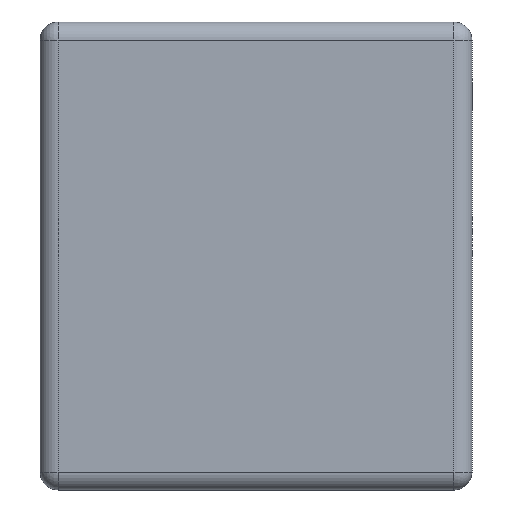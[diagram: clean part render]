
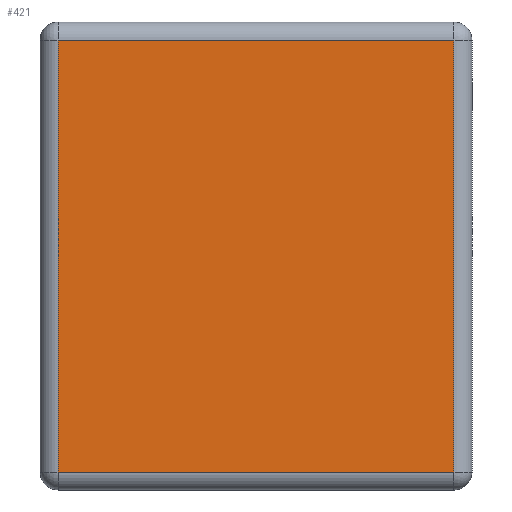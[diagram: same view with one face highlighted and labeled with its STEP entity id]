
A CAD part, left-side view. The second image highlights one B-rep face of the part: STEP entity #421.
In plain terms, the highlighted planar face has unit normal (-1, 0, 0).
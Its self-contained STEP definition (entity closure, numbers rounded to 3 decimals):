
#13 = EDGE_CURVE ( 'NONE', #495, #39, #338, .T. ) ;
#19 = EDGE_LOOP ( 'NONE', ( #740, #250, #317, #63 ) ) ;
#33 = PLANE ( 'NONE',  #163 ) ;
#39 = VERTEX_POINT ( 'NONE', #346 ) ;
#63 = ORIENTED_EDGE ( 'NONE', *, *, #380, .T. ) ;
#90 = LINE ( 'NONE', #782, #473 ) ;
#150 = LINE ( 'NONE', #831, #642 ) ;
#163 = AXIS2_PLACEMENT_3D ( 'NONE', #182, #577, #260 ) ;
#182 = CARTESIAN_POINT ( 'NONE',  ( 0., 1828.8, 0. ) ) ;
#214 = VERTEX_POINT ( 'NONE', #766 ) ;
#250 = ORIENTED_EDGE ( 'NONE', *, *, #13, .T. ) ;
#260 = DIRECTION ( 'NONE',  ( 0., 0., -1. ) ) ;
#262 = CARTESIAN_POINT ( 'NONE',  ( 0., 76.2, 0. ) ) ;
#317 = ORIENTED_EDGE ( 'NONE', *, *, #902, .T. ) ;
#321 = DIRECTION ( 'NONE',  ( 0., 1., 0. ) ) ;
#322 = VERTEX_POINT ( 'NONE', #701 ) ;
#323 = LINE ( 'NONE', #711, #859 ) ;
#338 = LINE ( 'NONE', #262, #393 ) ;
#346 = CARTESIAN_POINT ( 'NONE',  ( 0., 76.2, -76.2 ) ) ;
#374 = FACE_OUTER_BOUND ( 'NONE', #19, .T. ) ;
#380 = EDGE_CURVE ( 'NONE', #322, #214, #323, .T. ) ;
#387 = DIRECTION ( 'NONE',  ( 0., -1., 0. ) ) ;
#393 = VECTOR ( 'NONE', #580, 1000. ) ;
#421 = ADVANCED_FACE ( 'NONE', ( #374 ), #33, .F. ) ;
#473 = VECTOR ( 'NONE', #321, 1000. ) ;
#495 = VERTEX_POINT ( 'NONE', #808 ) ;
#577 = DIRECTION ( 'NONE',  ( 1., 0., 0. ) ) ;
#580 = DIRECTION ( 'NONE',  ( 0., 0., 1. ) ) ;
#639 = DIRECTION ( 'NONE',  ( 0., 0., -1. ) ) ;
#642 = VECTOR ( 'NONE', #387, 1000. ) ;
#701 = CARTESIAN_POINT ( 'NONE',  ( 0., 1752.6, -76.2 ) ) ;
#711 = CARTESIAN_POINT ( 'NONE',  ( 0., 1752.6, 0. ) ) ;
#740 = ORIENTED_EDGE ( 'NONE', *, *, #848, .T. ) ;
#766 = CARTESIAN_POINT ( 'NONE',  ( 0., 1752.6, -1905. ) ) ;
#782 = CARTESIAN_POINT ( 'NONE',  ( 0., 1828.8, -76.2 ) ) ;
#808 = CARTESIAN_POINT ( 'NONE',  ( 0., 76.2, -1905. ) ) ;
#831 = CARTESIAN_POINT ( 'NONE',  ( 0., 1828.8, -1905. ) ) ;
#848 = EDGE_CURVE ( 'NONE', #214, #495, #150, .T. ) ;
#859 = VECTOR ( 'NONE', #639, 1000. ) ;
#902 = EDGE_CURVE ( 'NONE', #39, #322, #90, .T. ) ;
